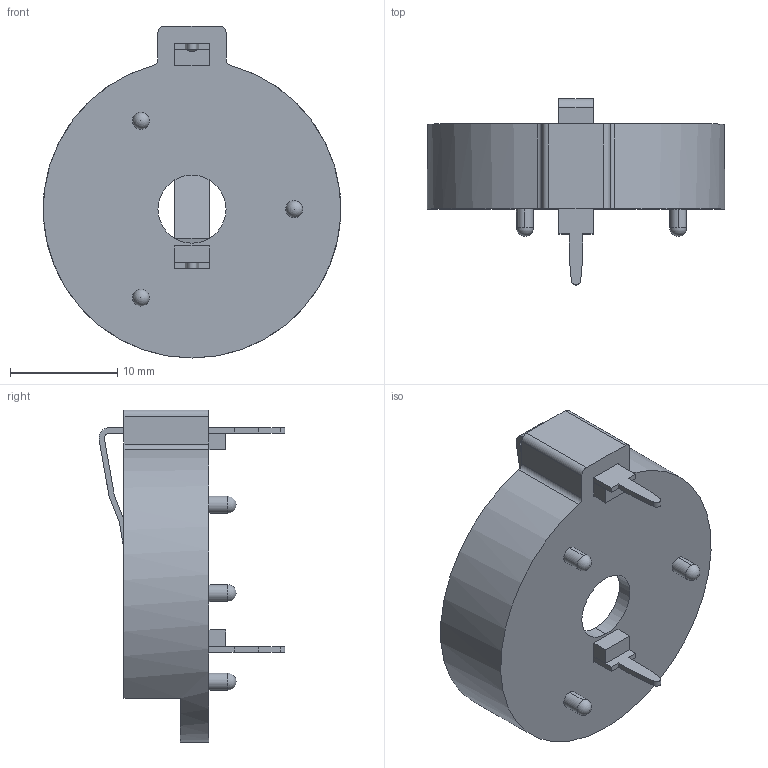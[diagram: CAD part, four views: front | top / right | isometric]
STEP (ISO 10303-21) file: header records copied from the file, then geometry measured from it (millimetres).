
FILE_DESCRIPTION (( 'STEP AP214' ), '1' );
FILE_NAME ('1025-7.STEP', '2013-06-07T19:58:10', ( 'Richard Maletta' ), ( '' ), 'SwSTEP 2.0', 'SolidWorks 2009', '' );
FILE_SCHEMA (( 'AUTOMOTIVE_DESIGN' ));
Length unit declared in the file: inch
Products named in the file (1): 1025-7
Bounding box: 27.73 x 17.34 x 30.96 mm (x, y, z)
Volume: 1765.8 mm3; surface area: 2641.9 mm2
Topology: 1 solids, 1 shells, 154 faces, 439 edges, 289 vertices
Faces by surface type: plane 111, cylinder 29, bspline 9, sphere 3, cone 2
Entity records: 6826 total; most frequent: CARTESIAN_POINT 1563, ORIENTED_EDGE 860, DIRECTION 768, EDGE_CURVE 430, VECTOR 344, LINE 344, VERTEX_POINT 283, AXIS2_PLACEMENT_3D 212
